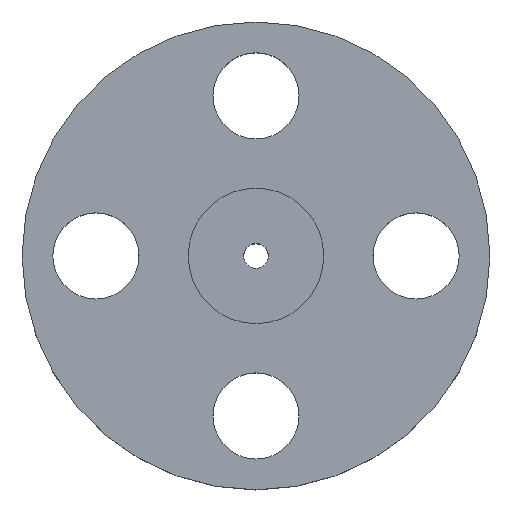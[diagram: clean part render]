
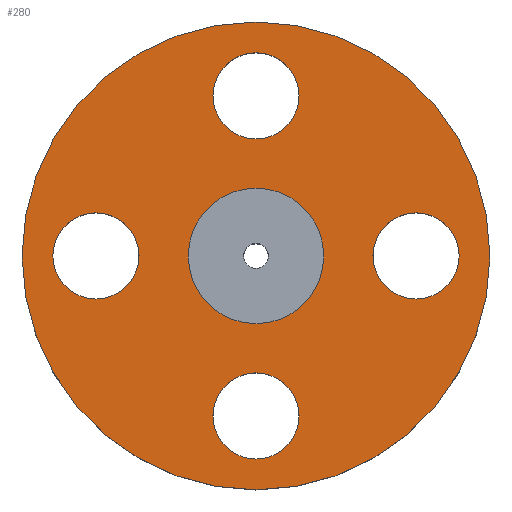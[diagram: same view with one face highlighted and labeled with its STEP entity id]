
A CAD part, top view. The second image highlights one B-rep face of the part: STEP entity #280.
In plain terms, the highlighted planar face has unit normal (0, 0, 1).
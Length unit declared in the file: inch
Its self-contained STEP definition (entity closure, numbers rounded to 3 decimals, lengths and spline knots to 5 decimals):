
#9 = AXIS2_PLACEMENT_3D ( 'NONE', #823, #234, #627 ) ;
#11 = EDGE_CURVE ( 'NONE', #395, #787, #400, .T. ) ;
#24 = CIRCLE ( 'NONE', #349, 0.4375 ) ;
#26 = FACE_BOUND ( 'NONE', #663, .T. ) ;
#31 = ORIENTED_EDGE ( 'NONE', *, *, #294, .F. ) ;
#32 = EDGE_CURVE ( 'NONE', #79, #331, #610, .T. ) ;
#33 = DIRECTION ( 'NONE',  ( 0., 0., 1. ) ) ;
#34 = AXIS2_PLACEMENT_3D ( 'NONE', #756, #762, #816 ) ;
#52 = DIRECTION ( 'NONE',  ( 0., -1., 0. ) ) ;
#59 = VERTEX_POINT ( 'NONE', #556 ) ;
#62 = ORIENTED_EDGE ( 'NONE', *, *, #11, .F. ) ;
#64 = DIRECTION ( 'NONE',  ( 0., -1., 0. ) ) ;
#69 = EDGE_CURVE ( 'NONE', #787, #395, #138, .T. ) ;
#75 = EDGE_CURVE ( 'NONE', #175, #622, #197, .T. ) ;
#78 = AXIS2_PLACEMENT_3D ( 'NONE', #508, #312, #242 ) ;
#79 = VERTEX_POINT ( 'NONE', #307 ) ;
#96 = CARTESIAN_POINT ( 'NONE',  ( -1.625, 0., -0.25 ) ) ;
#98 = CIRCLE ( 'NONE', #348, 0.4375 ) ;
#123 = EDGE_CURVE ( 'NONE', #523, #559, #792, .T. ) ;
#138 = CIRCLE ( 'NONE', #78, 0.4375 ) ;
#139 = ORIENTED_EDGE ( 'NONE', *, *, #858, .F. ) ;
#153 = FACE_OUTER_BOUND ( 'NONE', #189, .T. ) ;
#160 = CARTESIAN_POINT ( 'NONE',  ( 1.625, 0., -0.25 ) ) ;
#165 = DIRECTION ( 'NONE',  ( 0., 0., 1. ) ) ;
#169 = CARTESIAN_POINT ( 'NONE',  ( 1.625, 0., -0.25 ) ) ;
#175 = VERTEX_POINT ( 'NONE', #251 ) ;
#179 = AXIS2_PLACEMENT_3D ( 'NONE', #169, #33, #298 ) ;
#181 = CARTESIAN_POINT ( 'NONE',  ( 0., 0., -0.25 ) ) ;
#186 = CIRCLE ( 'NONE', #660, 0.4375 ) ;
#189 = EDGE_LOOP ( 'NONE', ( #656, #503 ) ) ;
#197 = CIRCLE ( 'NONE', #9, 2.375 ) ;
#222 = DIRECTION ( 'NONE',  ( -1., 0., 0. ) ) ;
#223 = ORIENTED_EDGE ( 'NONE', *, *, #69, .F. ) ;
#226 = CARTESIAN_POINT ( 'NONE',  ( 0., 0., -0.25 ) ) ;
#234 = DIRECTION ( 'NONE',  ( 0., 0., 1. ) ) ;
#242 = DIRECTION ( 'NONE',  ( 0., 1., 0. ) ) ;
#248 = CARTESIAN_POINT ( 'NONE',  ( -1.1875, 0., -0.25 ) ) ;
#251 = CARTESIAN_POINT ( 'NONE',  ( 2.375, 0., -0.25 ) ) ;
#253 = CIRCLE ( 'NONE', #800, 2.375 ) ;
#257 = ORIENTED_EDGE ( 'NONE', *, *, #32, .F. ) ;
#280 = ADVANCED_FACE ( 'NONE', ( #425, #815, #26, #543, #367, #153 ), #355, .F. ) ;
#282 = AXIS2_PLACEMENT_3D ( 'NONE', #647, #777, #466 ) ;
#294 = EDGE_CURVE ( 'NONE', #559, #523, #511, .T. ) ;
#296 = DIRECTION ( 'NONE',  ( 1., 0., 0. ) ) ;
#298 = DIRECTION ( 'NONE',  ( -1., 0., 0. ) ) ;
#307 = CARTESIAN_POINT ( 'NONE',  ( 1.1875, 0., -0.25 ) ) ;
#311 = EDGE_CURVE ( 'NONE', #331, #79, #98, .T. ) ;
#312 = DIRECTION ( 'NONE',  ( 0., 0., 1. ) ) ;
#316 = EDGE_CURVE ( 'NONE', #373, #721, #407, .T. ) ;
#318 = CARTESIAN_POINT ( 'NONE',  ( 0., 1.625, -0.25 ) ) ;
#331 = VERTEX_POINT ( 'NONE', #551 ) ;
#348 = AXIS2_PLACEMENT_3D ( 'NONE', #160, #165, #744 ) ;
#349 = AXIS2_PLACEMENT_3D ( 'NONE', #404, #397, #64 ) ;
#355 = PLANE ( 'NONE',  #764 ) ;
#367 = FACE_BOUND ( 'NONE', #507, .T. ) ;
#373 = VERTEX_POINT ( 'NONE', #248 ) ;
#395 = VERTEX_POINT ( 'NONE', #505 ) ;
#397 = DIRECTION ( 'NONE',  ( 0., 0., 1. ) ) ;
#400 = CIRCLE ( 'NONE', #34, 0.4375 ) ;
#402 = CARTESIAN_POINT ( 'NONE',  ( -1.625, 0., -0.25 ) ) ;
#403 = CARTESIAN_POINT ( 'NONE',  ( -0.6875, 0., -0.25 ) ) ;
#404 = CARTESIAN_POINT ( 'NONE',  ( 0., 1.625, -0.25 ) ) ;
#407 = CIRCLE ( 'NONE', #811, 0.4375 ) ;
#418 = EDGE_LOOP ( 'NONE', ( #693, #498 ) ) ;
#425 = FACE_BOUND ( 'NONE', #601, .T. ) ;
#466 = DIRECTION ( 'NONE',  ( 1., 0., 0. ) ) ;
#488 = DIRECTION ( 'NONE',  ( 0., 0., 1. ) ) ;
#498 = ORIENTED_EDGE ( 'NONE', *, *, #820, .F. ) ;
#503 = ORIENTED_EDGE ( 'NONE', *, *, #743, .T. ) ;
#505 = CARTESIAN_POINT ( 'NONE',  ( -0.4375, -1.625, -0.25 ) ) ;
#507 = EDGE_LOOP ( 'NONE', ( #31, #784 ) ) ;
#508 = CARTESIAN_POINT ( 'NONE',  ( 0., -1.625, -0.25 ) ) ;
#511 = CIRCLE ( 'NONE', #839, 0.6875 ) ;
#523 = VERTEX_POINT ( 'NONE', #403 ) ;
#536 = CARTESIAN_POINT ( 'NONE',  ( -0.4375, 1.625, -0.25 ) ) ;
#543 = FACE_BOUND ( 'NONE', #418, .T. ) ;
#545 = CARTESIAN_POINT ( 'NONE',  ( 0., 0.6875, -0.25 ) ) ;
#551 = CARTESIAN_POINT ( 'NONE',  ( 2.0625, 0., -0.25 ) ) ;
#556 = CARTESIAN_POINT ( 'NONE',  ( 0.4375, 1.625, -0.25 ) ) ;
#559 = VERTEX_POINT ( 'NONE', #632 ) ;
#564 = CARTESIAN_POINT ( 'NONE',  ( 0.4375, -1.625, -0.25 ) ) ;
#568 = EDGE_LOOP ( 'NONE', ( #595, #257 ) ) ;
#595 = ORIENTED_EDGE ( 'NONE', *, *, #311, .F. ) ;
#601 = EDGE_LOOP ( 'NONE', ( #733, #139 ) ) ;
#610 = CIRCLE ( 'NONE', #179, 0.4375 ) ;
#619 = EDGE_CURVE ( 'NONE', #59, #655, #24, .T. ) ;
#622 = VERTEX_POINT ( 'NONE', #857 ) ;
#627 = DIRECTION ( 'NONE',  ( 1., 0., 0. ) ) ;
#632 = CARTESIAN_POINT ( 'NONE',  ( 0.6875, 0., -0.25 ) ) ;
#647 = CARTESIAN_POINT ( 'NONE',  ( 0., 0., -0.25 ) ) ;
#655 = VERTEX_POINT ( 'NONE', #536 ) ;
#656 = ORIENTED_EDGE ( 'NONE', *, *, #75, .T. ) ;
#660 = AXIS2_PLACEMENT_3D ( 'NONE', #318, #836, #52 ) ;
#663 = EDGE_LOOP ( 'NONE', ( #223, #62 ) ) ;
#680 = DIRECTION ( 'NONE',  ( 1., 0., 0. ) ) ;
#681 = DIRECTION ( 'NONE',  ( 0., 0., 1. ) ) ;
#685 = DIRECTION ( 'NONE',  ( 0., 0., -1. ) ) ;
#693 = ORIENTED_EDGE ( 'NONE', *, *, #316, .F. ) ;
#695 = DIRECTION ( 'NONE',  ( 0., 0., 1. ) ) ;
#721 = VERTEX_POINT ( 'NONE', #824 ) ;
#733 = ORIENTED_EDGE ( 'NONE', *, *, #619, .F. ) ;
#743 = EDGE_CURVE ( 'NONE', #622, #175, #253, .T. ) ;
#744 = DIRECTION ( 'NONE',  ( -1., 0., 0. ) ) ;
#756 = CARTESIAN_POINT ( 'NONE',  ( 0., -1.625, -0.25 ) ) ;
#762 = DIRECTION ( 'NONE',  ( 0., 0., 1. ) ) ;
#764 = AXIS2_PLACEMENT_3D ( 'NONE', #545, #685, #222 ) ;
#777 = DIRECTION ( 'NONE',  ( 0., 0., 1. ) ) ;
#784 = ORIENTED_EDGE ( 'NONE', *, *, #123, .F. ) ;
#785 = DIRECTION ( 'NONE',  ( 1., 0., 0. ) ) ;
#787 = VERTEX_POINT ( 'NONE', #564 ) ;
#792 = CIRCLE ( 'NONE', #282, 0.6875 ) ;
#800 = AXIS2_PLACEMENT_3D ( 'NONE', #181, #817, #680 ) ;
#811 = AXIS2_PLACEMENT_3D ( 'NONE', #96, #681, #821 ) ;
#813 = CIRCLE ( 'NONE', #840, 0.4375 ) ;
#815 = FACE_BOUND ( 'NONE', #568, .T. ) ;
#816 = DIRECTION ( 'NONE',  ( 0., 1., 0. ) ) ;
#817 = DIRECTION ( 'NONE',  ( 0., 0., 1. ) ) ;
#820 = EDGE_CURVE ( 'NONE', #721, #373, #813, .T. ) ;
#821 = DIRECTION ( 'NONE',  ( 1., 0., 0. ) ) ;
#823 = CARTESIAN_POINT ( 'NONE',  ( 0., 0., -0.25 ) ) ;
#824 = CARTESIAN_POINT ( 'NONE',  ( -2.0625, 0., -0.25 ) ) ;
#836 = DIRECTION ( 'NONE',  ( 0., 0., 1. ) ) ;
#839 = AXIS2_PLACEMENT_3D ( 'NONE', #226, #488, #296 ) ;
#840 = AXIS2_PLACEMENT_3D ( 'NONE', #402, #695, #785 ) ;
#857 = CARTESIAN_POINT ( 'NONE',  ( -2.375, 0., -0.25 ) ) ;
#858 = EDGE_CURVE ( 'NONE', #655, #59, #186, .T. ) ;
